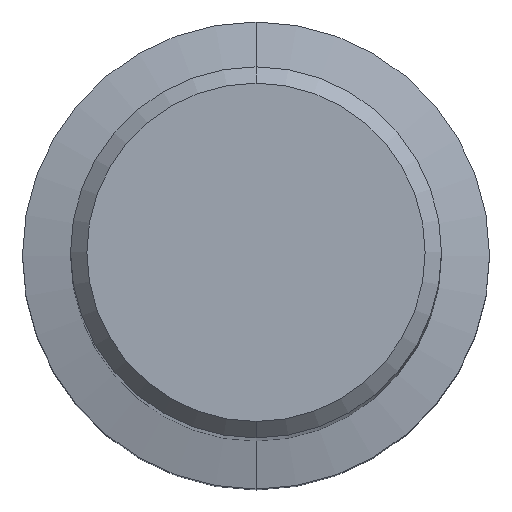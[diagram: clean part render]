
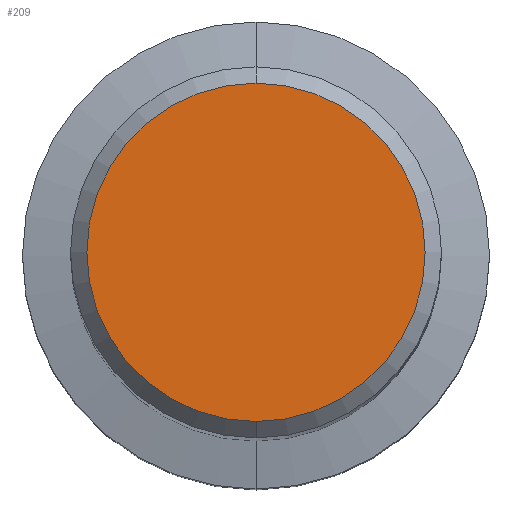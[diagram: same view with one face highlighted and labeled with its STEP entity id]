
A CAD part, top view. The second image highlights one B-rep face of the part: STEP entity #209.
In plain terms, the highlighted planar face has unit normal (0, 0, 1).
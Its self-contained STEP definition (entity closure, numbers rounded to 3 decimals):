
#137=VERTEX_POINT('',#338);
#175=VERTEX_POINT('',#378);
#209=ADVANCED_FACE('',(#418),#419,.T.);
#267=EDGE_CURVE('',#137,#175,#487,.T.);
#269=EDGE_CURVE('',#175,#137,#489,.T.);
#338=CARTESIAN_POINT('',(0.,-10.35,0.0));
#378=CARTESIAN_POINT('',(0.0,10.35,0.0));
#418=FACE_OUTER_BOUND('',#662,.T.);
#419=PLANE('',#663);
#487=CIRCLE('',#747,10.35);
#489=CIRCLE('',#750,10.35);
#662=EDGE_LOOP('',(#916,#917));
#663=AXIS2_PLACEMENT_3D('',#918,#919,#920);
#747=AXIS2_PLACEMENT_3D('',#1025,#1026,#1027);
#750=AXIS2_PLACEMENT_3D('',#1028,#1029,#1030);
#916=ORIENTED_EDGE('',*,*,#269,.F.);
#917=ORIENTED_EDGE('',*,*,#267,.F.);
#918=CARTESIAN_POINT('',(0.0,5.175,0.0));
#919=DIRECTION('',(-0.0,0.0,1.0));
#920=DIRECTION('',(0.0,-1.0,0.0));
#1025=CARTESIAN_POINT('',(0.0,0.0,0.0));
#1026=DIRECTION('',(0.0,0.0,-1.0));
#1027=DIRECTION('',(0.0,1.0,0.0));
#1028=CARTESIAN_POINT('',(0.0,0.0,0.0));
#1029=DIRECTION('',(0.0,0.0,-1.0));
#1030=DIRECTION('',(0.0,1.0,0.0));
